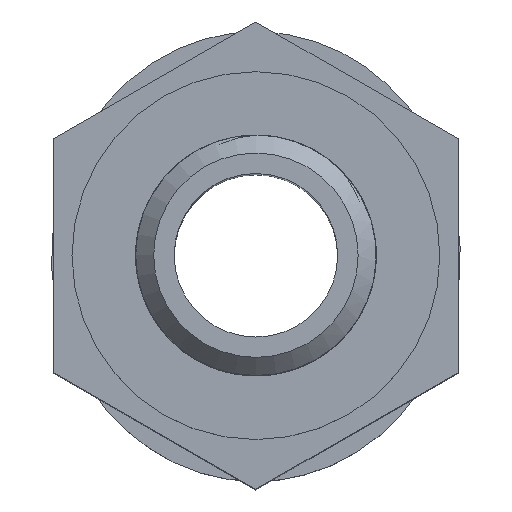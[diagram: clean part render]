
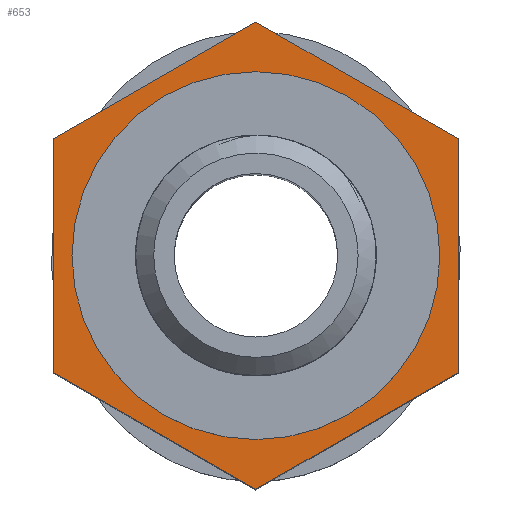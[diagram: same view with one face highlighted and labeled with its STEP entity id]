
A CAD part, top view. The second image highlights one B-rep face of the part: STEP entity #653.
In plain terms, the highlighted planar face has unit normal (0, 0, 1).
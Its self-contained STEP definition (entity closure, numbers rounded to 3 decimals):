
#24=FACE_BOUND('',#116,.T.);
#34=PLANE('',#716);
#74=FACE_OUTER_BOUND('',#115,.T.);
#115=EDGE_LOOP('',(#523,#524,#525,#526,#527,#528));
#116=EDGE_LOOP('',(#529));
#154=CIRCLE('',#717,4.5);
#217=LINE('',#1963,#253);
#218=LINE('',#1965,#254);
#219=LINE('',#1967,#255);
#220=LINE('',#1969,#256);
#221=LINE('',#1971,#257);
#222=LINE('',#1972,#258);
#253=VECTOR('',#832,10.);
#254=VECTOR('',#833,10.);
#255=VECTOR('',#834,10.);
#256=VECTOR('',#835,10.);
#257=VECTOR('',#836,10.);
#258=VECTOR('',#837,10.);
#311=VERTEX_POINT('',#1961);
#312=VERTEX_POINT('',#1962);
#313=VERTEX_POINT('',#1964);
#314=VERTEX_POINT('',#1966);
#315=VERTEX_POINT('',#1968);
#316=VERTEX_POINT('',#1970);
#317=VERTEX_POINT('',#1973);
#391=EDGE_CURVE('',#311,#312,#217,.T.);
#392=EDGE_CURVE('',#312,#313,#218,.T.);
#393=EDGE_CURVE('',#313,#314,#219,.T.);
#394=EDGE_CURVE('',#314,#315,#220,.T.);
#395=EDGE_CURVE('',#315,#316,#221,.T.);
#396=EDGE_CURVE('',#316,#311,#222,.T.);
#397=EDGE_CURVE('',#317,#317,#154,.T.);
#523=ORIENTED_EDGE('',*,*,#391,.T.);
#524=ORIENTED_EDGE('',*,*,#392,.T.);
#525=ORIENTED_EDGE('',*,*,#393,.T.);
#526=ORIENTED_EDGE('',*,*,#394,.T.);
#527=ORIENTED_EDGE('',*,*,#395,.T.);
#528=ORIENTED_EDGE('',*,*,#396,.T.);
#529=ORIENTED_EDGE('',*,*,#397,.F.);
#653=ADVANCED_FACE('',(#74,#24),#34,.T.);
#716=AXIS2_PLACEMENT_3D('',#1960,#830,#831);
#717=AXIS2_PLACEMENT_3D('',#1974,#838,#839);
#830=DIRECTION('center_axis',(0.,0.,1.));
#831=DIRECTION('ref_axis',(1.,0.,0.));
#832=DIRECTION('',(0.,1.,0.));
#833=DIRECTION('',(-0.866,0.5,0.));
#834=DIRECTION('',(-0.866,-0.5,0.));
#835=DIRECTION('',(0.,-1.,0.));
#836=DIRECTION('',(0.866,-0.5,0.));
#837=DIRECTION('',(0.866,0.5,0.));
#838=DIRECTION('center_axis',(0.,0.,1.));
#839=DIRECTION('ref_axis',(0.,1.,0.));
#1960=CARTESIAN_POINT('Origin',(0.,0.,13.));
#1961=CARTESIAN_POINT('',(4.95,-2.858,13.));
#1962=CARTESIAN_POINT('',(4.95,2.858,13.));
#1963=CARTESIAN_POINT('',(4.95,2.858,13.));
#1964=CARTESIAN_POINT('',(0.,5.716,13.));
#1965=CARTESIAN_POINT('',(0.,5.716,13.));
#1966=CARTESIAN_POINT('',(-4.95,2.858,13.));
#1967=CARTESIAN_POINT('',(-4.95,2.858,13.));
#1968=CARTESIAN_POINT('',(-4.95,-2.858,13.));
#1969=CARTESIAN_POINT('',(-4.95,-2.858,13.));
#1970=CARTESIAN_POINT('',(0.,-5.716,13.));
#1971=CARTESIAN_POINT('',(0.,-5.716,13.));
#1972=CARTESIAN_POINT('',(4.95,-2.858,13.));
#1973=CARTESIAN_POINT('',(0.,-4.5,13.));
#1974=CARTESIAN_POINT('Origin',(0.,0.,13.));
